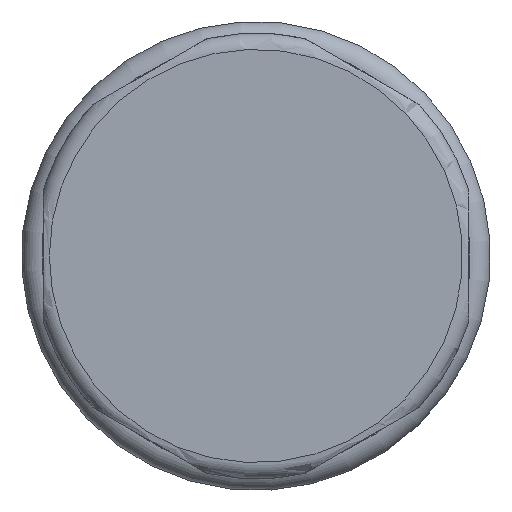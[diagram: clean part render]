
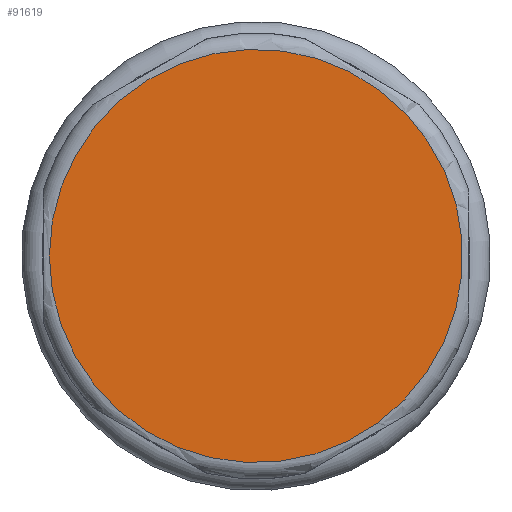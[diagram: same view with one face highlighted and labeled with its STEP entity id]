
A CAD part, left-side view. The second image highlights one B-rep face of the part: STEP entity #91619.
In plain terms, the highlighted planar face has unit normal (-1, 0, 0).
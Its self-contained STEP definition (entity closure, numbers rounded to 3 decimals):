
#91526=CARTESIAN_POINT('',(0.,10.2,0.0));
#91527=VERTEX_POINT('',#91526);
#91528=CARTESIAN_POINT('',(0.,0.0,0.0));
#91529=DIRECTION('',(1.0,0.0,0.0));
#91530=DIRECTION('',(0.0,-1.0,0.0));
#91531=AXIS2_PLACEMENT_3D('',#91528,#91529,#91530);
#91532=CIRCLE('',#91531,10.2);
#91533=EDGE_CURVE('',#91527,#91527,#91532,.T.);
#91611=CARTESIAN_POINT('',(0.,8.75,0.0));
#91612=DIRECTION('',(-1.0,0.0,0.0));
#91613=DIRECTION('',(0.0,0.0,1.0));
#91614=AXIS2_PLACEMENT_3D('',#91611,#91612,#91613);
#91615=PLANE('',#91614);
#91616=ORIENTED_EDGE('',*,*,#91533,.F.);
#91617=EDGE_LOOP('',(#91616));
#91618=FACE_OUTER_BOUND('',#91617,.T.);
#91619=ADVANCED_FACE('',(#91618),#91615,.T.);
